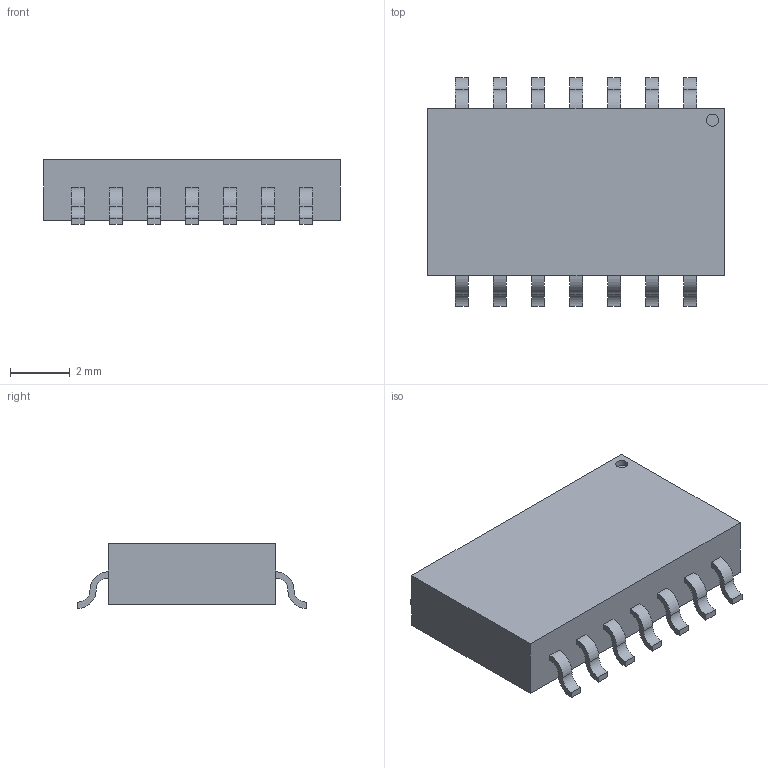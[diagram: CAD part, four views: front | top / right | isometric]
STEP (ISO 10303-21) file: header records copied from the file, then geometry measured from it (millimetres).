
FILE_DESCRIPTION(('FreeCAD Model'),'2;1');
FILE_NAME('Face020_sp.step','2020-03-06T17:38:59',('kicad StepUp'),('ksu MCAD' ),'Open CASCADE STEP processor 7.3','FreeCAD','Unknown');
FILE_SCHEMA(('AUTOMOTIVE_DESIGN { 1 0 10303 214 1 1 1 1 }'));
Length unit declared in the file: millimetre
Products named in the file (1): Face020_sp
Bounding box: 9.91 x 7.62 x 2.16 mm (x, y, z)
Volume: 2 mm3; surface area: 205 mm2
Topology: 14 solids, 22 shells, 120 faces, 281 edges, 196 vertices
Faces by surface type: plane 61, cylinder 57, bspline 2
Full cylindrical faces by diameter (mm): 0.4 x1
Entity records: 4336 total; most frequent: DIRECTION 635, CARTESIAN_POINT 628, ORIENTED_EDGE 534, EDGE_CURVE 281, AXIS2_PLACEMENT_3D 235, VERTEX_POINT 196, LINE 165, VECTOR 165
